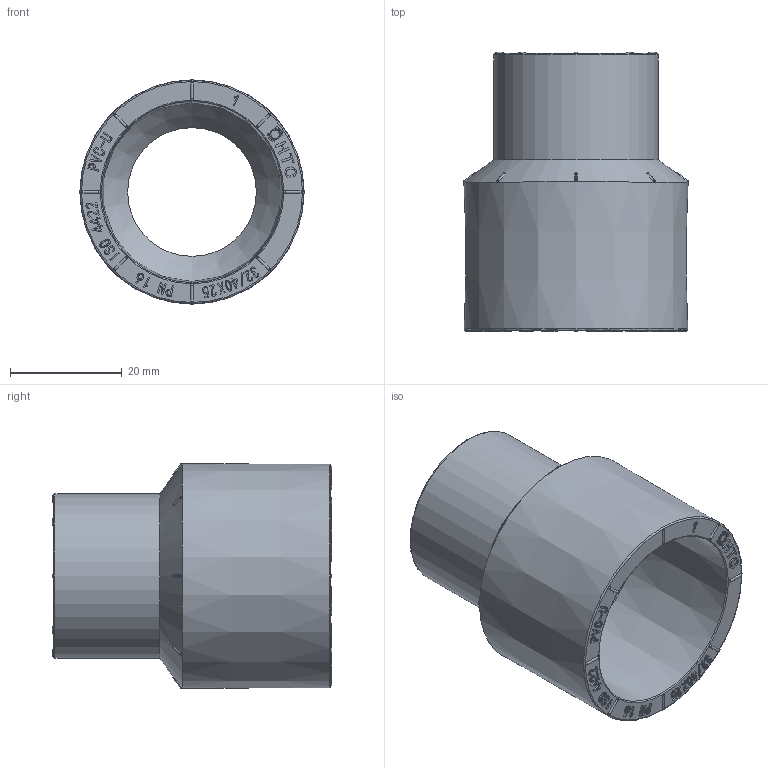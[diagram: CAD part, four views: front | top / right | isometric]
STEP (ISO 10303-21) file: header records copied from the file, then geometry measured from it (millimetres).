
FILE_DESCRIPTION(/* description */ (''),/* implementation_level */ '2;1');
FILE_NAME(/* name */ 'Z1Q032025.stp',/* time_stamp */ '2025-02-22T16:59:51+08:00',/* author */ (''),/* organization */ (''),/* preprocessor_version */ 'ST-DEVELOPER v16',/* originating_system */ 'SIEMENS PLM Software NX 10.0',/* authorisation */ '');
FILE_SCHEMA (('AUTOMOTIVE_DESIGN { 1 0 10303 214 3 1 1 1 }'));
Length unit declared in the file: millimetre
Products named in the file (1): gelv0DECAE9525wi
Bounding box: 40.14 x 50 x 40.14 mm (x, y, z)
Volume: 18311.7 mm3; surface area: 11105.6 mm2
Topology: 1 solids, 1 shells, 1264 faces, 3607 edges, 2359 vertices
Faces by surface type: plane 1126, sphere 64, cylinder 40, bspline 16, extrusion 9, cone 5, torus 4
Full cylindrical faces by diameter (mm): 1.5 x1, 1.9 x1, 23 x1, 29.5 x1
Entity records: 45925 total; most frequent: CARTESIAN_POINT 17498, ORIENTED_EDGE 7112, DIRECTION 4047, EDGE_CURVE 3556, VERTEX_POINT 2354, B_SPLINE_CURVE_WITH_KNOTS 2221, AXIS2_PLACEMENT_3D 1454, EDGE_LOOP 1326
